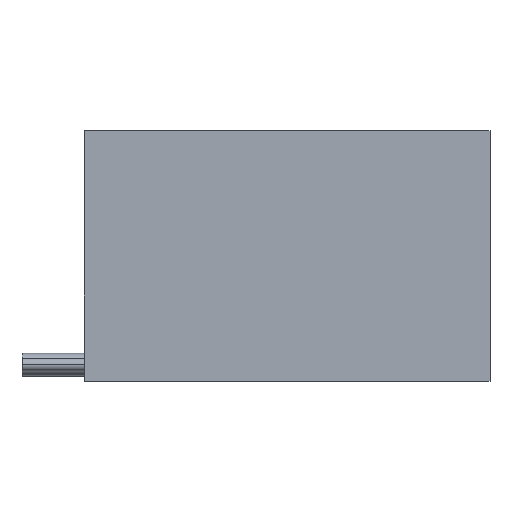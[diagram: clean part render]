
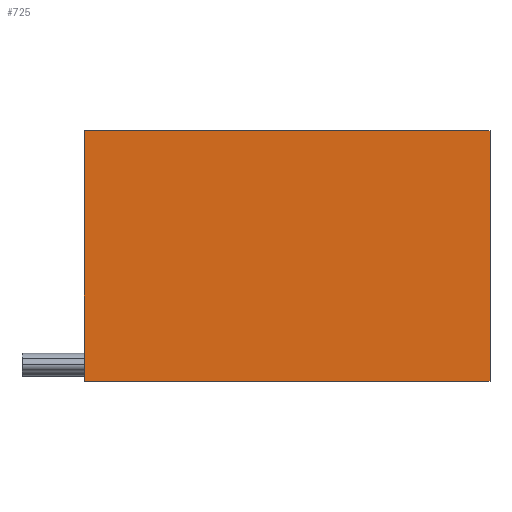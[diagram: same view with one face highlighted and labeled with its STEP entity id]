
A CAD part, top view. The second image highlights one B-rep face of the part: STEP entity #725.
In plain terms, the highlighted planar face has unit normal (0, 0, 1).
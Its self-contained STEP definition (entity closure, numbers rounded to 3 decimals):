
#73 = ORIENTED_EDGE ( 'NONE', *, *, #2024, .T. ) ;
#76 = DIRECTION ( 'NONE',  ( 0., 1., 0. ) ) ;
#129 = VECTOR ( 'NONE', #803, 1000. ) ;
#136 = EDGE_CURVE ( 'NONE', #842, #1353, #1293, .T. ) ;
#224 = VERTEX_POINT ( 'NONE', #2132 ) ;
#253 = CARTESIAN_POINT ( 'NONE',  ( -98., 60.5, 49.3 ) ) ;
#286 = CARTESIAN_POINT ( 'NONE',  ( 98., -60.5, 49.3 ) ) ;
#364 = DIRECTION ( 'NONE',  ( 0., 0., 1. ) ) ;
#552 = EDGE_CURVE ( 'NONE', #224, #1726, #1483, .T. ) ;
#562 = CARTESIAN_POINT ( 'NONE',  ( 0., 0., 49.3 ) ) ;
#601 = AXIS2_PLACEMENT_3D ( 'NONE', #562, #364, #1072 ) ;
#604 = CARTESIAN_POINT ( 'NONE',  ( -98., 60.5, 49.3 ) ) ;
#686 = VECTOR ( 'NONE', #1520, 1000. ) ;
#712 = LINE ( 'NONE', #1416, #686 ) ;
#725 = ADVANCED_FACE ( 'NONE', ( #1937 ), #1255, .T. ) ;
#803 = DIRECTION ( 'NONE',  ( 0., -1., 0. ) ) ;
#809 = EDGE_CURVE ( 'NONE', #1726, #842, #712, .T. ) ;
#822 = ORIENTED_EDGE ( 'NONE', *, *, #136, .T. ) ;
#842 = VERTEX_POINT ( 'NONE', #286 ) ;
#1072 = DIRECTION ( 'NONE',  ( 1., 0., 0. ) ) ;
#1095 = LINE ( 'NONE', #253, #1724 ) ;
#1158 = CARTESIAN_POINT ( 'NONE',  ( -98., -60.5, 49.3 ) ) ;
#1238 = VECTOR ( 'NONE', #76, 1000. ) ;
#1255 = PLANE ( 'NONE',  #601 ) ;
#1276 = ORIENTED_EDGE ( 'NONE', *, *, #809, .T. ) ;
#1293 = LINE ( 'NONE', #1975, #1238 ) ;
#1353 = VERTEX_POINT ( 'NONE', #2057 ) ;
#1416 = CARTESIAN_POINT ( 'NONE',  ( -98., -60.5, 49.3 ) ) ;
#1470 = EDGE_LOOP ( 'NONE', ( #822, #73, #2226, #1276 ) ) ;
#1483 = LINE ( 'NONE', #604, #129 ) ;
#1520 = DIRECTION ( 'NONE',  ( 1., 0., 0. ) ) ;
#1724 = VECTOR ( 'NONE', #2153, 1000. ) ;
#1726 = VERTEX_POINT ( 'NONE', #1158 ) ;
#1937 = FACE_OUTER_BOUND ( 'NONE', #1470, .T. ) ;
#1975 = CARTESIAN_POINT ( 'NONE',  ( 98., 60.5, 49.3 ) ) ;
#2024 = EDGE_CURVE ( 'NONE', #1353, #224, #1095, .T. ) ;
#2057 = CARTESIAN_POINT ( 'NONE',  ( 98., 60.5, 49.3 ) ) ;
#2132 = CARTESIAN_POINT ( 'NONE',  ( -98., 60.5, 49.3 ) ) ;
#2153 = DIRECTION ( 'NONE',  ( -1., 0., 0. ) ) ;
#2226 = ORIENTED_EDGE ( 'NONE', *, *, #552, .T. ) ;
